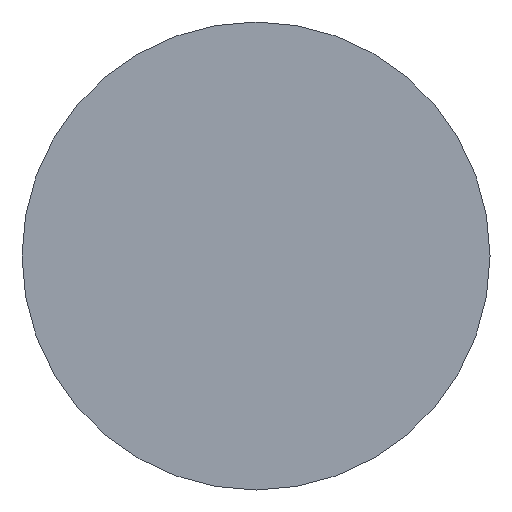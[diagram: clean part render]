
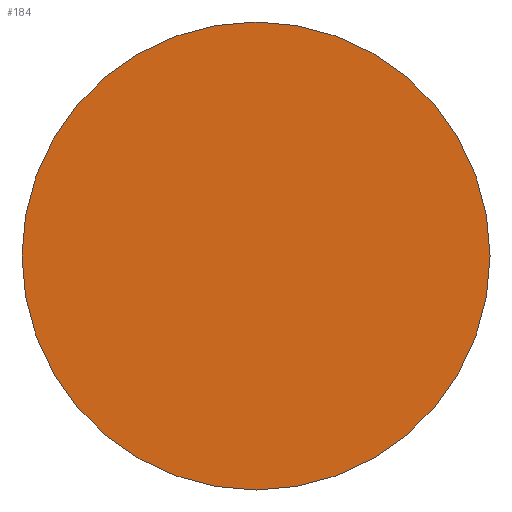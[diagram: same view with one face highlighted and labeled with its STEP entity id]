
A CAD part, left-side view. The second image highlights one B-rep face of the part: STEP entity #184.
In plain terms, the highlighted planar face has unit normal (-1, 0, 0).
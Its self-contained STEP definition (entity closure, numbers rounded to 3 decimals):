
#37=PLANE('',#217);
#60=FACE_OUTER_BOUND('',#83,.T.);
#83=EDGE_LOOP('',(#153));
#105=CIRCLE('',#215,0.8);
#119=VERTEX_POINT('',#325);
#133=EDGE_CURVE('',#119,#119,#105,.T.);
#153=ORIENTED_EDGE('',*,*,#133,.T.);
#184=ADVANCED_FACE('',(#60),#37,.T.);
#215=AXIS2_PLACEMENT_3D('',#326,#263,#264);
#217=AXIS2_PLACEMENT_3D('',#328,#267,#268);
#263=DIRECTION('center_axis',(-1.,0.,0.));
#264=DIRECTION('ref_axis',(0.,-1.,0.));
#267=DIRECTION('center_axis',(-1.,0.,0.));
#268=DIRECTION('ref_axis',(0.,0.,-1.));
#325=CARTESIAN_POINT('',(-1.85,0.8,0.8));
#326=CARTESIAN_POINT('Origin',(-1.85,0.,0.8));
#328=CARTESIAN_POINT('Origin',(-1.85,0.,0.8));
